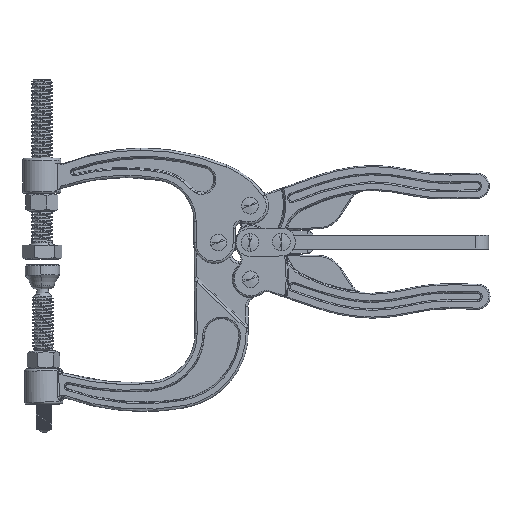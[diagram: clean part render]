
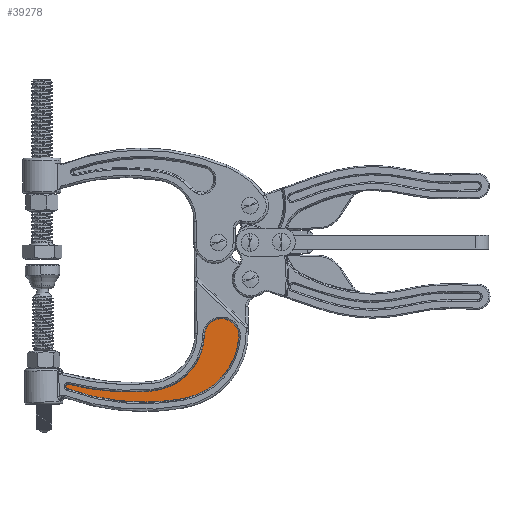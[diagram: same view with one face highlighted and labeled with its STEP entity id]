
A CAD part, front view. The second image highlights one B-rep face of the part: STEP entity #39278.
In plain terms, the highlighted planar face has unit normal (0, -1, 0).
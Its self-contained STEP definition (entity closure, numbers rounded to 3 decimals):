
#484 = DIRECTION ( 'NONE',  ( 0., -1., 0. ) ) ;
#1033 = ORIENTED_EDGE ( 'NONE', *, *, #33646, .T. ) ;
#2240 = CARTESIAN_POINT ( 'NONE',  ( 47.75, -3.75, 33.6 ) ) ;
#2569 = VERTEX_POINT ( 'NONE', #30104 ) ;
#2948 = CIRCLE ( 'NONE', #8357, 114.353 ) ;
#6884 = DIRECTION ( 'NONE',  ( 0., 0., -1. ) ) ;
#8089 = CIRCLE ( 'NONE', #15554, 26.353 ) ;
#8346 = CARTESIAN_POINT ( 'NONE',  ( 74.083, -3.75, 32.575 ) ) ;
#8357 = AXIS2_PLACEMENT_3D ( 'NONE', #26494, #58857, #31151 ) ;
#8747 = CARTESIAN_POINT ( 'NONE',  ( 81.954, -3.75, 32.269 ) ) ;
#9177 = ORIENTED_EDGE ( 'NONE', *, *, #44352, .T. ) ;
#9711 = VERTEX_POINT ( 'NONE', #29789 ) ;
#11277 = DIRECTION ( 'NONE',  ( 0., -1., 0. ) ) ;
#11440 = FACE_OUTER_BOUND ( 'NONE', #23954, .T. ) ;
#11797 = EDGE_CURVE ( 'NONE', #22230, #47986, #8089, .T. ) ;
#12828 = AXIS2_PLACEMENT_3D ( 'NONE', #38890, #11277, #43581 ) ;
#13412 = DIRECTION ( 'NONE',  ( 0., 0., -1. ) ) ;
#14040 = VERTEX_POINT ( 'NONE', #35431 ) ;
#14868 = CARTESIAN_POINT ( 'NONE',  ( 49.815, -3.75, 7.328 ) ) ;
#15554 = AXIS2_PLACEMENT_3D ( 'NONE', #2240, #34462, #6884 ) ;
#16963 = CARTESIAN_POINT ( 'NONE',  ( 46.837, -3.75, 2.266 ) ) ;
#16986 = VERTEX_POINT ( 'NONE', #32516 ) ;
#17229 = AXIS2_PLACEMENT_3D ( 'NONE', #47227, #19569, #51887 ) ;
#17319 = AXIS2_PLACEMENT_3D ( 'NONE', #54481, #26775, #59133 ) ;
#18141 = CIRCLE ( 'NONE', #17229, 30.647 ) ;
#18706 = DIRECTION ( 'NONE',  ( 0., -1., 0. ) ) ;
#19020 = CIRCLE ( 'NONE', #49590, 7.877 ) ;
#19021 = ORIENTED_EDGE ( 'NONE', *, *, #34219, .T. ) ;
#19569 = DIRECTION ( 'NONE',  ( 0., -1., 0. ) ) ;
#22230 = VERTEX_POINT ( 'NONE', #8346 ) ;
#22463 = EDGE_CURVE ( 'NONE', #16986, #2569, #18141, .T. ) ;
#23198 = ORIENTED_EDGE ( 'NONE', *, *, #46793, .T. ) ;
#23954 = EDGE_LOOP ( 'NONE', ( #19021, #51413, #1033, #48382, #9177, #33284, #23198, #36019 ) ) ;
#23956 = CARTESIAN_POINT ( 'NONE',  ( 11.474, -3.75, 10.816 ) ) ;
#24994 = EDGE_CURVE ( 'NONE', #9711, #43299, #43314, .T. ) ;
#25788 = CARTESIAN_POINT ( 'NONE',  ( 46.837, -3.75, 104.374 ) ) ;
#26494 = CARTESIAN_POINT ( 'NONE',  ( 40.856, -3.75, 121.33 ) ) ;
#26775 = DIRECTION ( 'NONE',  ( 0., 1., 0. ) ) ;
#28038 = PLANE ( 'NONE',  #39328 ) ;
#29789 = CARTESIAN_POINT ( 'NONE',  ( 40.856, -3.75, 6.977 ) ) ;
#30104 = CARTESIAN_POINT ( 'NONE',  ( 89.809, -3.75, 31.67 ) ) ;
#30466 = DIRECTION ( 'NONE',  ( 0., 0., -1. ) ) ;
#30551 = CIRCLE ( 'NONE', #12828, 1.047 ) ;
#31151 = DIRECTION ( 'NONE',  ( 0., 0., -1. ) ) ;
#32516 = CARTESIAN_POINT ( 'NONE',  ( 64.574, -3.75, 3.819 ) ) ;
#32705 = DIRECTION ( 'NONE',  ( 0., 0., -1. ) ) ;
#33284 = ORIENTED_EDGE ( 'NONE', *, *, #11797, .T. ) ;
#33616 = AXIS2_PLACEMENT_3D ( 'NONE', #25788, #58155, #30466 ) ;
#33646 = EDGE_CURVE ( 'NONE', #33725, #16986, #47958, .T. ) ;
#33725 = VERTEX_POINT ( 'NONE', #16963 ) ;
#34219 = EDGE_CURVE ( 'NONE', #43299, #14040, #30551, .T. ) ;
#34462 = DIRECTION ( 'NONE',  ( 0., 1., 0. ) ) ;
#35431 = CARTESIAN_POINT ( 'NONE',  ( 10.835, -3.75, 8.824 ) ) ;
#36019 = ORIENTED_EDGE ( 'NONE', *, *, #24994, .T. ) ;
#38890 = CARTESIAN_POINT ( 'NONE',  ( 11.205, -3.75, 9.804 ) ) ;
#39278 = ADVANCED_FACE ( 'NONE', ( #11440 ), #28038, .T. ) ;
#39328 = AXIS2_PLACEMENT_3D ( 'NONE', #41830, #484, #32705 ) ;
#40522 = CIRCLE ( 'NONE', #50876, 102.107 ) ;
#41041 = DIRECTION ( 'NONE',  ( 0., -1., 0. ) ) ;
#41830 = CARTESIAN_POINT ( 'NONE',  ( 29.021, -3.75, 57.089 ) ) ;
#43299 = VERTEX_POINT ( 'NONE', #23956 ) ;
#43314 = CIRCLE ( 'NONE', #17319, 114.353 ) ;
#43581 = DIRECTION ( 'NONE',  ( 0., 0., -1. ) ) ;
#44352 = EDGE_CURVE ( 'NONE', #2569, #22230, #19020, .T. ) ;
#46377 = CARTESIAN_POINT ( 'NONE',  ( 46.837, -3.75, 104.374 ) ) ;
#46435 = EDGE_CURVE ( 'NONE', #14040, #33725, #40522, .T. ) ;
#46793 = EDGE_CURVE ( 'NONE', #47986, #9711, #2948, .T. ) ;
#47227 = CARTESIAN_POINT ( 'NONE',  ( 59.25, -3.75, 34. ) ) ;
#47958 = CIRCLE ( 'NONE', #33616, 102.107 ) ;
#47986 = VERTEX_POINT ( 'NONE', #14868 ) ;
#48382 = ORIENTED_EDGE ( 'NONE', *, *, #22463, .T. ) ;
#49590 = AXIS2_PLACEMENT_3D ( 'NONE', #8747, #41041, #13412 ) ;
#50876 = AXIS2_PLACEMENT_3D ( 'NONE', #46377, #18706, #51009 ) ;
#51009 = DIRECTION ( 'NONE',  ( 0., 0., -1. ) ) ;
#51413 = ORIENTED_EDGE ( 'NONE', *, *, #46435, .T. ) ;
#51887 = DIRECTION ( 'NONE',  ( 0., 0., -1. ) ) ;
#54481 = CARTESIAN_POINT ( 'NONE',  ( 40.856, -3.75, 121.33 ) ) ;
#58155 = DIRECTION ( 'NONE',  ( 0., -1., 0. ) ) ;
#58857 = DIRECTION ( 'NONE',  ( 0., 1., 0. ) ) ;
#59133 = DIRECTION ( 'NONE',  ( 0., 0., -1. ) ) ;
